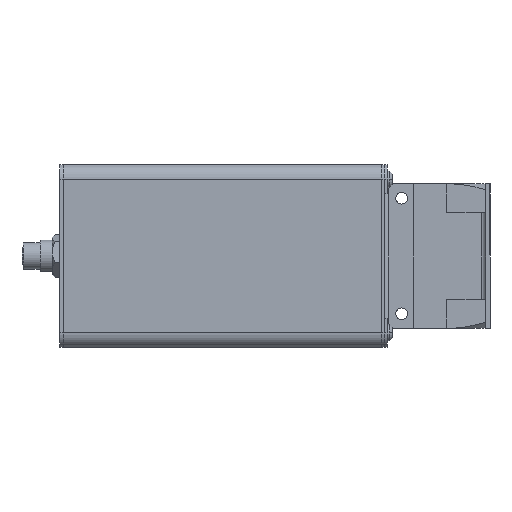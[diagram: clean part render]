
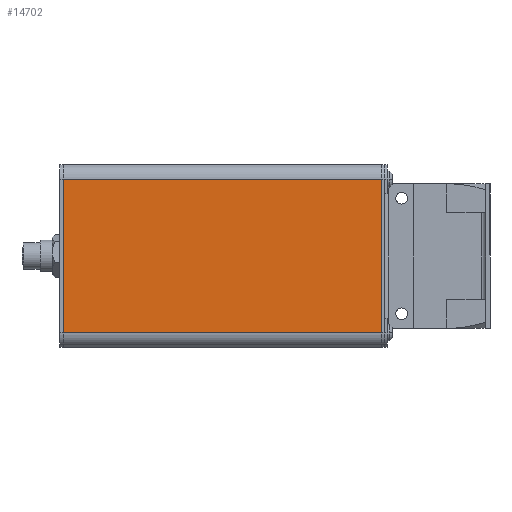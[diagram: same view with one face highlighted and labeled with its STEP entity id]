
A CAD part, left-side view. The second image highlights one B-rep face of the part: STEP entity #14702.
In plain terms, the highlighted face is planar.
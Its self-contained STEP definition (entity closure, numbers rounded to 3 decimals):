
#337 = LINE ( 'NONE', #18340, #3565 ) ;
#1253 = DIRECTION ( 'NONE',  ( 0., -1., 0. ) ) ;
#2007 = ORIENTED_EDGE ( 'NONE', *, *, #21561, .T. ) ;
#3565 = VECTOR ( 'NONE', #22342, 1000. ) ;
#4662 = CARTESIAN_POINT ( 'NONE',  ( -26.6, 110., -31.6 ) ) ;
#4700 = FACE_OUTER_BOUND ( 'NONE', #15120, .T. ) ;
#5402 = VERTEX_POINT ( 'NONE', #13271 ) ;
#5703 = VECTOR ( 'NONE', #1253, 1000. ) ;
#6416 = EDGE_CURVE ( 'NONE', #5402, #6783, #8943, .T. ) ;
#6783 = VERTEX_POINT ( 'NONE', #18680 ) ;
#7106 = EDGE_CURVE ( 'NONE', #17927, #21135, #23379, .T. ) ;
#7244 = DIRECTION ( 'NONE',  ( 0., -1., 0. ) ) ;
#8943 = LINE ( 'NONE', #14921, #19617 ) ;
#9096 = ORIENTED_EDGE ( 'NONE', *, *, #7106, .F. ) ;
#9441 = ORIENTED_EDGE ( 'NONE', *, *, #15636, .F. ) ;
#10538 = DIRECTION ( 'NONE',  ( 1., 0., 0. ) ) ;
#11432 = AXIS2_PLACEMENT_3D ( 'NONE', #23293, #21584, #10538 ) ;
#12138 = PLANE ( 'NONE',  #11432 ) ;
#13271 = CARTESIAN_POINT ( 'NONE',  ( 26.6, 110., -31.6 ) ) ;
#13305 = CARTESIAN_POINT ( 'NONE',  ( -26.6, 0., -31.6 ) ) ;
#14363 = CARTESIAN_POINT ( 'NONE',  ( -26.6, 110., -31.6 ) ) ;
#14702 = ADVANCED_FACE ( 'NONE', ( #4700 ), #12138, .F. ) ;
#14756 = ORIENTED_EDGE ( 'NONE', *, *, #6416, .T. ) ;
#14921 = CARTESIAN_POINT ( 'NONE',  ( 26.6, 110., -31.6 ) ) ;
#15120 = EDGE_LOOP ( 'NONE', ( #2007, #9096, #9441, #14756 ) ) ;
#15636 = EDGE_CURVE ( 'NONE', #5402, #17927, #18512, .T. ) ;
#16115 = VECTOR ( 'NONE', #17032, 1000. ) ;
#17032 = DIRECTION ( 'NONE',  ( -1., 0., 0. ) ) ;
#17927 = VERTEX_POINT ( 'NONE', #14363 ) ;
#18340 = CARTESIAN_POINT ( 'NONE',  ( -26.6, 0., -31.6 ) ) ;
#18512 = LINE ( 'NONE', #18750, #16115 ) ;
#18680 = CARTESIAN_POINT ( 'NONE',  ( 26.6, 0., -31.6 ) ) ;
#18750 = CARTESIAN_POINT ( 'NONE',  ( -26.6, 110., -31.6 ) ) ;
#19617 = VECTOR ( 'NONE', #7244, 1000. ) ;
#21135 = VERTEX_POINT ( 'NONE', #13305 ) ;
#21561 = EDGE_CURVE ( 'NONE', #6783, #21135, #337, .T. ) ;
#21584 = DIRECTION ( 'NONE',  ( 0., 0., 1. ) ) ;
#22342 = DIRECTION ( 'NONE',  ( -1., 0., 0. ) ) ;
#23293 = CARTESIAN_POINT ( 'NONE',  ( -26.6, 110., -31.6 ) ) ;
#23379 = LINE ( 'NONE', #4662, #5703 ) ;
